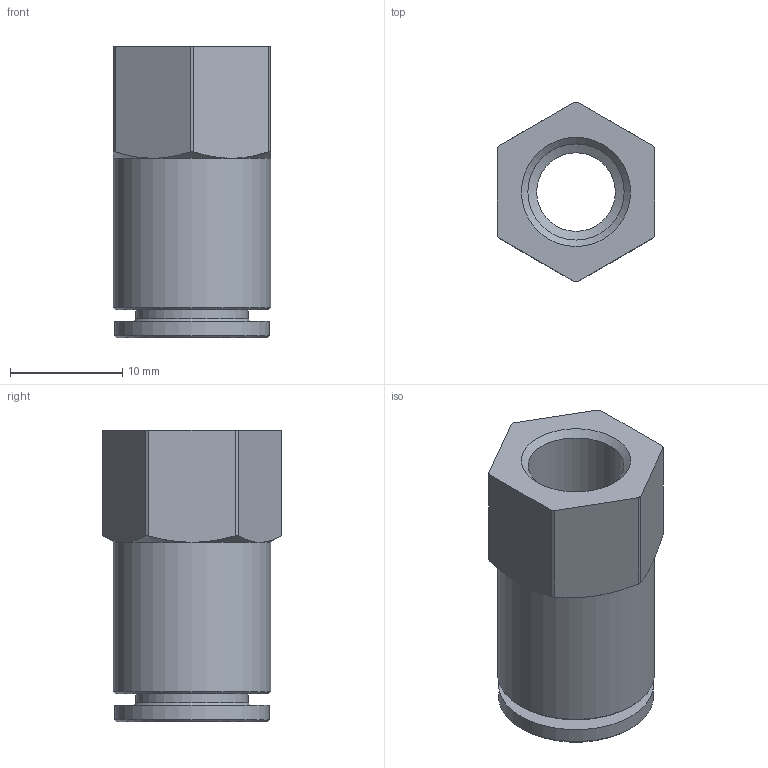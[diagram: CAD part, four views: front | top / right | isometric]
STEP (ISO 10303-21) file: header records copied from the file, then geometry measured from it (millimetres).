
FILE_DESCRIPTION(/* description */ ('STEP AP214'),/* implementation_level */ '2;1');
FILE_NAME(/* name */ '578354_NPQH-D-G18F-Q8-P10',/* time_stamp */ '2024-09-13T03:28:06+02:00',/* author */ ('License CC BY-ND 4.0'),/* organization */ ('CADENAS'),/* preprocessor_version */ 'ST-DEVELOPER v19.3',/* originating_system */ 'PARTsolutions',/* authorisation */ ' ');
FILE_SCHEMA (('AUTOMOTIVE_DESIGN {1 0 10303 214 3 1 1}'));
Length unit declared in the file: millimetre
Products named in the file (1): 578354 NPQH-D-G18F-Q8-P10
Bounding box: 14 x 16 x 26 mm (x, y, z)
Volume: 2701.3 mm3; surface area: 2201.7 mm2
Topology: 1 solids, 1 shells, 35 faces, 76 edges, 46 vertices
Faces by surface type: cone 12, cylinder 12, plane 11
Full cylindrical faces by diameter (mm): 7 x1, 8 x1, 8.566 x1, 10 x1, 13.8 x1, 14 x1
Entity records: 938 total; most frequent: CARTESIAN_POINT 182, DIRECTION 158, ORIENTED_EDGE 128, AXIS2_PLACEMENT_3D 70, EDGE_CURVE 64, EDGE_LOOP 52, FACE_BOUND 52, VERTEX_POINT 46
